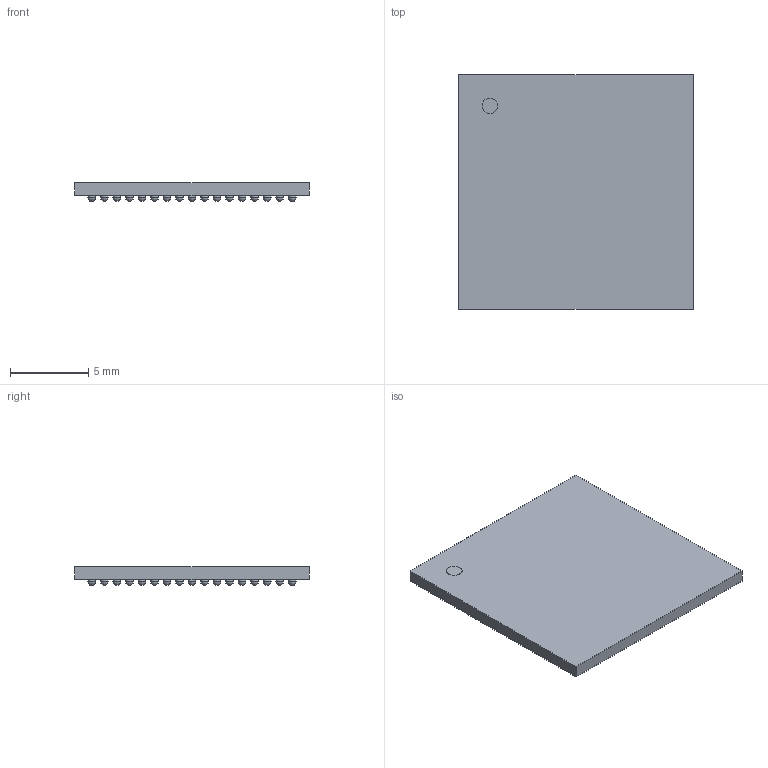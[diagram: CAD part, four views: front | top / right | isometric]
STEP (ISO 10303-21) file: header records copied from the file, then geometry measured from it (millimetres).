
FILE_DESCRIPTION(('FreeCAD Model'),'2;1');
FILE_NAME('Compound.step', '2016-04-18T13:58:56',('Author'),(''), 'Open CASCADE STEP processor 6.8','FreeCAD','Unknown');
FILE_SCHEMA(('AUTOMOTIVE_DESIGN_CC2 { 1 2 10303 214 -1 1 5 4 }'));
Length unit declared in the file: millimetre
Products named in the file (1): Compound
Bounding box: 15 x 15 x 1.21 mm (x, y, z)
Volume: 184.5 mm3; surface area: 553 mm2
Topology: 70 solids, 70 shells, 146 faces, 426 edges, 148 vertices
Faces by surface type: bspline 136, plane 8, cylinder 2
Entity records: 13522 total; most frequent: CARTESIAN_POINT 9517, DIRECTION 344, ORIENTED_EDGE 308, PCURVE 308, DEFINITIONAL_REPRESENTATION 308, B_SPLINE_CURVE_WITH_KNOTS 280, EDGE_CURVE 154, SURFACE_CURVE 154
